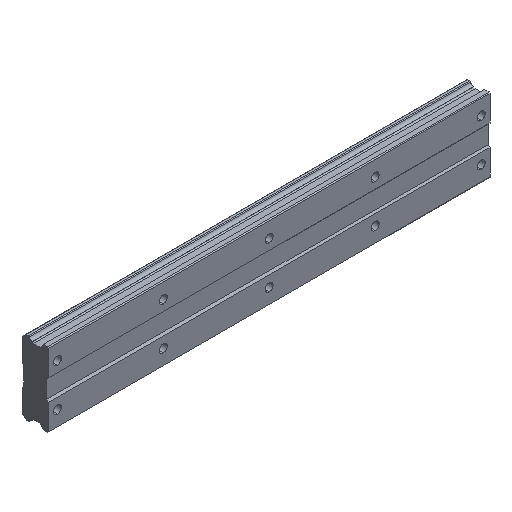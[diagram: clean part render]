
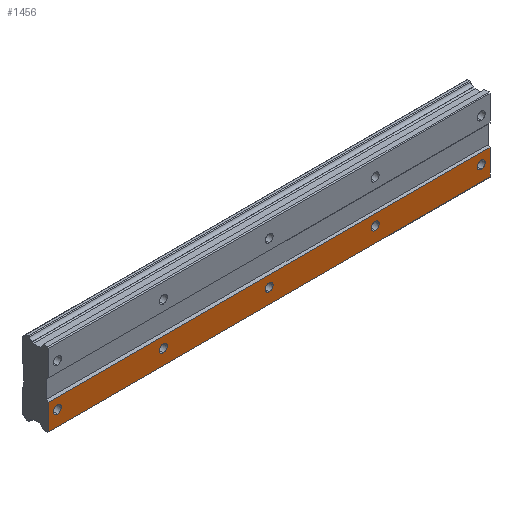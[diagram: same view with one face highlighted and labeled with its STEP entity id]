
A CAD part, isometric view. The second image highlights one B-rep face of the part: STEP entity #1456.
In plain terms, the highlighted planar face has unit normal (0, -1, 0).
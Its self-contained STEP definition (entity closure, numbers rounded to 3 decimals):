
#29 = EDGE_CURVE ( 'NONE', #945, #2102, #1375, .T. ) ;
#33 = CARTESIAN_POINT ( 'NONE',  ( 245., 0., -6. ) ) ;
#36 = DIRECTION ( 'NONE',  ( 0., 0., 1. ) ) ;
#48 = CIRCLE ( 'NONE', #752, 2.25 ) ;
#51 = VECTOR ( 'NONE', #1521, 1000. ) ;
#57 = CARTESIAN_POINT ( 'NONE',  ( 245., 0., -20.5 ) ) ;
#98 = AXIS2_PLACEMENT_3D ( 'NONE', #2125, #2703, #2517 ) ;
#121 = ORIENTED_EDGE ( 'NONE', *, *, #1187, .F. ) ;
#128 = ORIENTED_EDGE ( 'NONE', *, *, #1658, .F. ) ;
#162 = VERTEX_POINT ( 'NONE', #472 ) ;
#241 = EDGE_CURVE ( 'NONE', #1689, #1150, #2128, .T. ) ;
#307 = VERTEX_POINT ( 'NONE', #824 ) ;
#311 = VECTOR ( 'NONE', #1105, 1000. ) ;
#323 = DIRECTION ( 'NONE',  ( 0., -1., 0. ) ) ;
#324 = PLANE ( 'NONE',  #1338 ) ;
#326 = EDGE_LOOP ( 'NONE', ( #2677, #2327 ) ) ;
#331 = DIRECTION ( 'NONE',  ( 0., -1., 0. ) ) ;
#336 = EDGE_CURVE ( 'NONE', #619, #162, #1600, .T. ) ;
#338 = CARTESIAN_POINT ( 'NONE',  ( 240., 0., -12. ) ) ;
#361 = DIRECTION ( 'NONE',  ( 0., 0., 1. ) ) ;
#375 = EDGE_CURVE ( 'NONE', #1644, #2709, #838, .T. ) ;
#404 = EDGE_CURVE ( 'NONE', #307, #2022, #2165, .T. ) ;
#472 = CARTESIAN_POINT ( 'NONE',  ( 60., 0., -14.25 ) ) ;
#494 = CIRCLE ( 'NONE', #797, 2.25 ) ;
#524 = EDGE_CURVE ( 'NONE', #646, #307, #2013, .T. ) ;
#525 = EDGE_LOOP ( 'NONE', ( #2369, #2409 ) ) ;
#544 = VERTEX_POINT ( 'NONE', #1552 ) ;
#550 = FACE_BOUND ( 'NONE', #2426, .T. ) ;
#551 = VERTEX_POINT ( 'NONE', #2404 ) ;
#605 = DIRECTION ( 'NONE',  ( 0., 0., 1. ) ) ;
#619 = VERTEX_POINT ( 'NONE', #1994 ) ;
#646 = VERTEX_POINT ( 'NONE', #2182 ) ;
#735 = FACE_BOUND ( 'NONE', #326, .T. ) ;
#745 = DIRECTION ( 'NONE',  ( 0., -1., 0. ) ) ;
#752 = AXIS2_PLACEMENT_3D ( 'NONE', #1381, #323, #2664 ) ;
#795 = DIRECTION ( 'NONE',  ( 0., 0., 1. ) ) ;
#797 = AXIS2_PLACEMENT_3D ( 'NONE', #2243, #331, #1185 ) ;
#798 = ORIENTED_EDGE ( 'NONE', *, *, #1939, .F. ) ;
#814 = DIRECTION ( 'NONE',  ( 0., -1., 0. ) ) ;
#824 = CARTESIAN_POINT ( 'NONE',  ( -5., 0., -6. ) ) ;
#838 = CIRCLE ( 'NONE', #2401, 2.25 ) ;
#871 = CARTESIAN_POINT ( 'NONE',  ( 180., 0., -9.75 ) ) ;
#945 = VERTEX_POINT ( 'NONE', #1497 ) ;
#993 = DIRECTION ( 'NONE',  ( 0., 1., 0. ) ) ;
#1105 = DIRECTION ( 'NONE',  ( 1., 0., 0. ) ) ;
#1127 = CARTESIAN_POINT ( 'NONE',  ( 240., 0., -12. ) ) ;
#1141 = CARTESIAN_POINT ( 'NONE',  ( 0., 0., -14.25 ) ) ;
#1143 = EDGE_CURVE ( 'NONE', #2289, #551, #2619, .T. ) ;
#1145 = CARTESIAN_POINT ( 'NONE',  ( 240., 0., -14.25 ) ) ;
#1150 = VERTEX_POINT ( 'NONE', #1407 ) ;
#1168 = CIRCLE ( 'NONE', #98, 2.25 ) ;
#1169 = AXIS2_PLACEMENT_3D ( 'NONE', #1127, #1968, #2392 ) ;
#1171 = EDGE_CURVE ( 'NONE', #2022, #544, #2255, .T. ) ;
#1185 = DIRECTION ( 'NONE',  ( 0., 0., 1. ) ) ;
#1187 = EDGE_CURVE ( 'NONE', #1150, #1689, #48, .T. ) ;
#1217 = FACE_BOUND ( 'NONE', #525, .T. ) ;
#1266 = EDGE_CURVE ( 'NONE', #162, #619, #494, .T. ) ;
#1306 = CARTESIAN_POINT ( 'NONE',  ( 0., 0., -12. ) ) ;
#1338 = AXIS2_PLACEMENT_3D ( 'NONE', #2021, #993, #1814 ) ;
#1375 = CIRCLE ( 'NONE', #2223, 2.25 ) ;
#1381 = CARTESIAN_POINT ( 'NONE',  ( 180., 0., -12. ) ) ;
#1385 = ORIENTED_EDGE ( 'NONE', *, *, #1143, .F. ) ;
#1396 = FACE_BOUND ( 'NONE', #1846, .T. ) ;
#1407 = CARTESIAN_POINT ( 'NONE',  ( 180., 0., -14.25 ) ) ;
#1456 = ADVANCED_FACE ( 'NONE', ( #2234, #1217, #1842, #550, #1396, #735 ), #324, .F. ) ;
#1470 = AXIS2_PLACEMENT_3D ( 'NONE', #2678, #745, #361 ) ;
#1497 = CARTESIAN_POINT ( 'NONE',  ( 0., 0., -9.75 ) ) ;
#1502 = DIRECTION ( 'NONE',  ( 0., -1., 0. ) ) ;
#1521 = DIRECTION ( 'NONE',  ( -1., 0., 0. ) ) ;
#1545 = CARTESIAN_POINT ( 'NONE',  ( 180., 0., -12. ) ) ;
#1552 = CARTESIAN_POINT ( 'NONE',  ( 245., 0., -20.5 ) ) ;
#1571 = CARTESIAN_POINT ( 'NONE',  ( -5., 0., -6. ) ) ;
#1596 = ORIENTED_EDGE ( 'NONE', *, *, #241, .F. ) ;
#1598 = AXIS2_PLACEMENT_3D ( 'NONE', #2502, #2514, #605 ) ;
#1600 = CIRCLE ( 'NONE', #1598, 2.25 ) ;
#1602 = VECTOR ( 'NONE', #2199, 1000. ) ;
#1606 = DIRECTION ( 'NONE',  ( 0., 0., -1. ) ) ;
#1644 = VERTEX_POINT ( 'NONE', #1145 ) ;
#1658 = EDGE_CURVE ( 'NONE', #544, #646, #2396, .T. ) ;
#1666 = EDGE_LOOP ( 'NONE', ( #2063, #1740 ) ) ;
#1689 = VERTEX_POINT ( 'NONE', #871 ) ;
#1701 = CARTESIAN_POINT ( 'NONE',  ( 245., 0., -6. ) ) ;
#1715 = CARTESIAN_POINT ( 'NONE',  ( 0., 0., -12. ) ) ;
#1740 = ORIENTED_EDGE ( 'NONE', *, *, #375, .F. ) ;
#1814 = DIRECTION ( 'NONE',  ( 0., 0., 1. ) ) ;
#1841 = CARTESIAN_POINT ( 'NONE',  ( 245., 0., -6. ) ) ;
#1842 = FACE_BOUND ( 'NONE', #1666, .T. ) ;
#1846 = EDGE_LOOP ( 'NONE', ( #1385, #798 ) ) ;
#1876 = AXIS2_PLACEMENT_3D ( 'NONE', #1306, #1502, #36 ) ;
#1926 = DIRECTION ( 'NONE',  ( 0., 0., 1. ) ) ;
#1939 = EDGE_CURVE ( 'NONE', #551, #2289, #1168, .T. ) ;
#1958 = CIRCLE ( 'NONE', #1876, 2.25 ) ;
#1968 = DIRECTION ( 'NONE',  ( 0., -1., 0. ) ) ;
#1994 = CARTESIAN_POINT ( 'NONE',  ( 60., 0., -9.75 ) ) ;
#1995 = AXIS2_PLACEMENT_3D ( 'NONE', #1545, #2608, #1926 ) ;
#2013 = LINE ( 'NONE', #1571, #1602 ) ;
#2021 = CARTESIAN_POINT ( 'NONE',  ( 245., 0., -6. ) ) ;
#2022 = VERTEX_POINT ( 'NONE', #1701 ) ;
#2063 = ORIENTED_EDGE ( 'NONE', *, *, #2505, .F. ) ;
#2068 = EDGE_CURVE ( 'NONE', #2102, #945, #1958, .T. ) ;
#2092 = ORIENTED_EDGE ( 'NONE', *, *, #1171, .F. ) ;
#2102 = VERTEX_POINT ( 'NONE', #1141 ) ;
#2103 = CIRCLE ( 'NONE', #1169, 2.25 ) ;
#2125 = CARTESIAN_POINT ( 'NONE',  ( 120., 0., -12. ) ) ;
#2128 = CIRCLE ( 'NONE', #1995, 2.25 ) ;
#2165 = LINE ( 'NONE', #33, #311 ) ;
#2182 = CARTESIAN_POINT ( 'NONE',  ( -5., 0., -20.5 ) ) ;
#2199 = DIRECTION ( 'NONE',  ( 0., 0., 1. ) ) ;
#2223 = AXIS2_PLACEMENT_3D ( 'NONE', #1715, #2556, #2729 ) ;
#2234 = FACE_OUTER_BOUND ( 'NONE', #2720, .T. ) ;
#2243 = CARTESIAN_POINT ( 'NONE',  ( 60., 0., -12. ) ) ;
#2255 = LINE ( 'NONE', #1841, #2658 ) ;
#2289 = VERTEX_POINT ( 'NONE', #2433 ) ;
#2327 = ORIENTED_EDGE ( 'NONE', *, *, #1266, .F. ) ;
#2369 = ORIENTED_EDGE ( 'NONE', *, *, #29, .F. ) ;
#2392 = DIRECTION ( 'NONE',  ( 0., 0., 1. ) ) ;
#2396 = LINE ( 'NONE', #57, #51 ) ;
#2401 = AXIS2_PLACEMENT_3D ( 'NONE', #338, #814, #795 ) ;
#2404 = CARTESIAN_POINT ( 'NONE',  ( 120., 0., -14.25 ) ) ;
#2409 = ORIENTED_EDGE ( 'NONE', *, *, #2068, .F. ) ;
#2426 = EDGE_LOOP ( 'NONE', ( #1596, #121 ) ) ;
#2433 = CARTESIAN_POINT ( 'NONE',  ( 120., 0., -9.75 ) ) ;
#2457 = ORIENTED_EDGE ( 'NONE', *, *, #524, .F. ) ;
#2502 = CARTESIAN_POINT ( 'NONE',  ( 60., 0., -12. ) ) ;
#2505 = EDGE_CURVE ( 'NONE', #2709, #1644, #2103, .T. ) ;
#2514 = DIRECTION ( 'NONE',  ( 0., -1., 0. ) ) ;
#2516 = ORIENTED_EDGE ( 'NONE', *, *, #404, .F. ) ;
#2517 = DIRECTION ( 'NONE',  ( 0., 0., 1. ) ) ;
#2556 = DIRECTION ( 'NONE',  ( 0., -1., 0. ) ) ;
#2576 = CARTESIAN_POINT ( 'NONE',  ( 240., 0., -9.75 ) ) ;
#2608 = DIRECTION ( 'NONE',  ( 0., -1., 0. ) ) ;
#2619 = CIRCLE ( 'NONE', #1470, 2.25 ) ;
#2658 = VECTOR ( 'NONE', #1606, 1000. ) ;
#2664 = DIRECTION ( 'NONE',  ( 0., 0., 1. ) ) ;
#2677 = ORIENTED_EDGE ( 'NONE', *, *, #336, .F. ) ;
#2678 = CARTESIAN_POINT ( 'NONE',  ( 120., 0., -12. ) ) ;
#2703 = DIRECTION ( 'NONE',  ( 0., -1., 0. ) ) ;
#2709 = VERTEX_POINT ( 'NONE', #2576 ) ;
#2720 = EDGE_LOOP ( 'NONE', ( #128, #2092, #2516, #2457 ) ) ;
#2729 = DIRECTION ( 'NONE',  ( 0., 0., 1. ) ) ;
